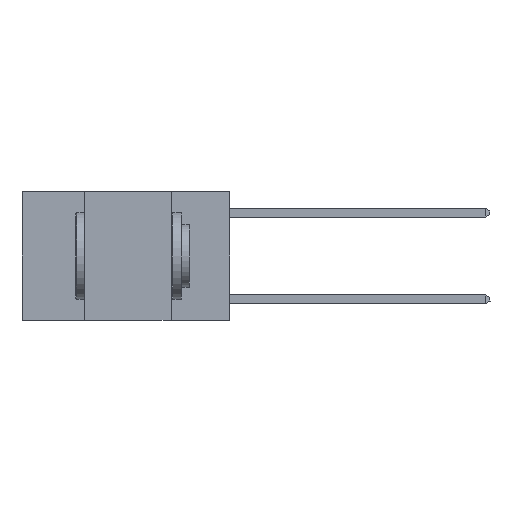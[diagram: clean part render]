
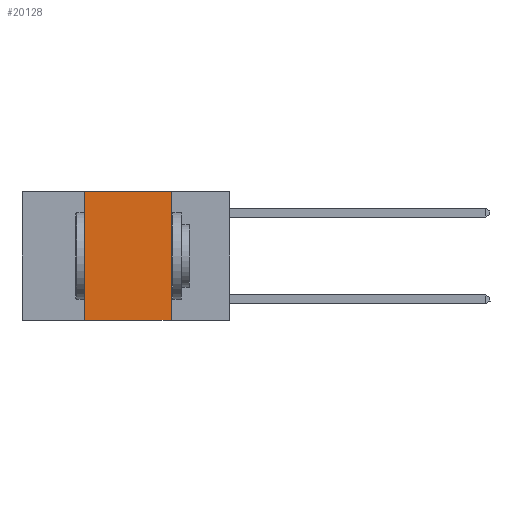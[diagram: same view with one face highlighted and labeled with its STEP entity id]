
A CAD part, left-side view. The second image highlights one B-rep face of the part: STEP entity #20128.
In plain terms, the highlighted planar face has unit normal (-1, 0, 0).
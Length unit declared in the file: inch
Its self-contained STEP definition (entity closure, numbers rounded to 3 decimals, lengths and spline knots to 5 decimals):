
#2135 = LINE ( 'NONE', #4004, #23023 ) ;
#2276 = CARTESIAN_POINT ( 'NONE',  ( 0., 0.17, 0. ) ) ;
#2430 = DIRECTION ( 'NONE',  ( 0., -1., 0. ) ) ;
#2901 = VERTEX_POINT ( 'NONE', #15968 ) ;
#3027 = ORIENTED_EDGE ( 'NONE', *, *, #24375, .F. ) ;
#3067 = VERTEX_POINT ( 'NONE', #2276 ) ;
#4004 = CARTESIAN_POINT ( 'NONE',  ( 0., 0.42, 0. ) ) ;
#4311 = VECTOR ( 'NONE', #15856, 39.37008 ) ;
#6615 = DIRECTION ( 'NONE',  ( 1., 0., 0. ) ) ;
#7119 = LINE ( 'NONE', #22679, #17826 ) ;
#7672 = FACE_OUTER_BOUND ( 'NONE', #23821, .T. ) ;
#7712 = CARTESIAN_POINT ( 'NONE',  ( 0., 0.17, -0.37 ) ) ;
#9922 = DIRECTION ( 'NONE',  ( 0., 0., -1. ) ) ;
#11246 = VERTEX_POINT ( 'NONE', #21160 ) ;
#12008 = VECTOR ( 'NONE', #9922, 39.37008 ) ;
#12105 = DIRECTION ( 'NONE',  ( 0., 0., 1. ) ) ;
#12633 = CARTESIAN_POINT ( 'NONE',  ( 0., 0.6, 0. ) ) ;
#14274 = AXIS2_PLACEMENT_3D ( 'NONE', #12633, #6615, #20725 ) ;
#14476 = ORIENTED_EDGE ( 'NONE', *, *, #20529, .F. ) ;
#15856 = DIRECTION ( 'NONE',  ( 0., -1., 0. ) ) ;
#15968 = CARTESIAN_POINT ( 'NONE',  ( 0., 0.42, -0.37 ) ) ;
#17826 = VECTOR ( 'NONE', #2430, 39.37008 ) ;
#18691 = PLANE ( 'NONE',  #14274 ) ;
#19183 = EDGE_CURVE ( 'NONE', #2901, #25437, #20443, .T. ) ;
#19822 = ORIENTED_EDGE ( 'NONE', *, *, #19183, .T. ) ;
#19893 = CARTESIAN_POINT ( 'NONE',  ( 0., 0.6, -0.37 ) ) ;
#20128 = ADVANCED_FACE ( 'NONE', ( #7672 ), #18691, .F. ) ;
#20443 = LINE ( 'NONE', #19893, #4311 ) ;
#20529 = EDGE_CURVE ( 'NONE', #2901, #11246, #2135, .T. ) ;
#20725 = DIRECTION ( 'NONE',  ( 0., 0., -1. ) ) ;
#21160 = CARTESIAN_POINT ( 'NONE',  ( 0., 0.42, 0. ) ) ;
#21876 = EDGE_CURVE ( 'NONE', #3067, #25437, #22054, .T. ) ;
#21952 = CARTESIAN_POINT ( 'NONE',  ( 0., 0.17, 0. ) ) ;
#22054 = LINE ( 'NONE', #21952, #12008 ) ;
#22679 = CARTESIAN_POINT ( 'NONE',  ( 0., 0.6, 0. ) ) ;
#23023 = VECTOR ( 'NONE', #12105, 39.37008 ) ;
#23821 = EDGE_LOOP ( 'NONE', ( #23869, #3027, #14476, #19822 ) ) ;
#23869 = ORIENTED_EDGE ( 'NONE', *, *, #21876, .F. ) ;
#24375 = EDGE_CURVE ( 'NONE', #11246, #3067, #7119, .T. ) ;
#25437 = VERTEX_POINT ( 'NONE', #7712 ) ;
